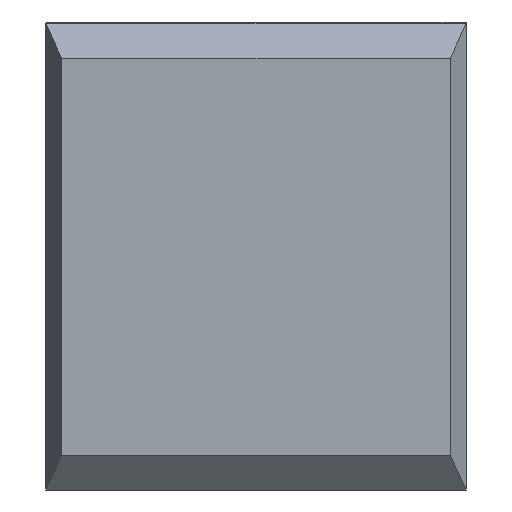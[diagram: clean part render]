
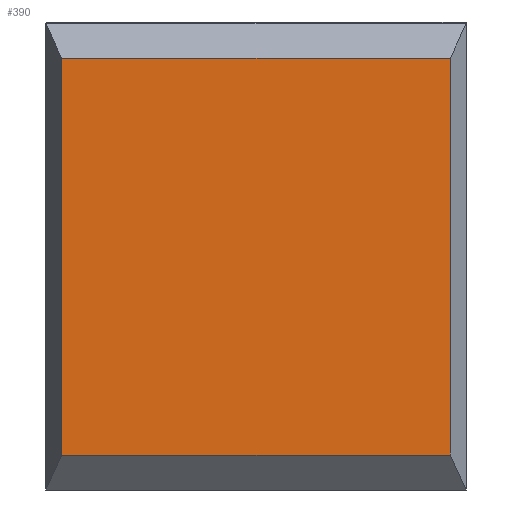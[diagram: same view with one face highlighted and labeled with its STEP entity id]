
A CAD part, left-side view. The second image highlights one B-rep face of the part: STEP entity #390.
In plain terms, the highlighted planar face has unit normal (-1, 0, 0).
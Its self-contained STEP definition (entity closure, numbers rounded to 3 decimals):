
#248 = FACE_OUTER_BOUND($, #258 ,.T.);
#258 = EDGE_LOOP($,( #343 , #344 , #345 , #346 ));
#270 = LINE($, #463 , #290 );
#271 = LINE($, #466 , #291 );
#272 = LINE($, #468 , #292 );
#273 = LINE($, #469 , #293 );
#290 = VECTOR($, #419 ,0.17);
#291 = VECTOR($, #422 ,0.37);
#292 = VECTOR($, #423 ,0.17);
#293 = VECTOR($, #424 ,0.37);
#307 = VERTEX_POINT($, #456 );
#310 = VERTEX_POINT($, #461 );
#311 = VERTEX_POINT($, #465 );
#312 = VERTEX_POINT($, #467 );
#322 = EDGE_CURVE($, #310 , #307 , #270 ,.T.);
#323 = EDGE_CURVE($, #311 , #310 , #271 ,.T.);
#324 = EDGE_CURVE($, #312 , #311 , #272 ,.T.);
#325 = EDGE_CURVE($, #307 , #312 , #273 ,.T.);
#343 = ORIENTED_EDGE($,*,*, #322 ,.F.);
#344 = ORIENTED_EDGE($,*,*, #323 ,.F.);
#345 = ORIENTED_EDGE($,*,*, #324 ,.F.);
#346 = ORIENTED_EDGE($,*,*, #325 ,.F.);
#380 = PLANE($, #403 );
#390 = ADVANCED_FACE($,( #248 ), #380 ,.T.);
#403 = AXIS2_PLACEMENT_3D($, #464 , #420 , #421 );
#419 = DIRECTION($,(0.,0.,-1.));
#420 = DIRECTION('center_axis',(-1.,0.,0.));
#421 = DIRECTION('ref_axis',(0.,1.,0.));
#422 = DIRECTION($,(0.,-1.,0.));
#423 = DIRECTION($,(0.,0.,1.));
#424 = DIRECTION($,(0.,1.,0.));
#456 = CARTESIAN_POINT('',(-0.503,0.017,-0.213));
#461 = CARTESIAN_POINT('',(-0.503,0.017,0.213));
#463 = CARTESIAN_POINT($,(-0.503,0.017,0.25));
#464 = CARTESIAN_POINT('Origin',(-0.503,0,0.25));
#465 = CARTESIAN_POINT('',(-0.503,0.433,0.213));
#466 = CARTESIAN_POINT($,(-0.503,0.113,0.213));
#467 = CARTESIAN_POINT('',(-0.503,0.433,-0.213));
#468 = CARTESIAN_POINT($,(-0.503,0.433,0.25));
#469 = CARTESIAN_POINT($,(-0.503,0.113,-0.213));
